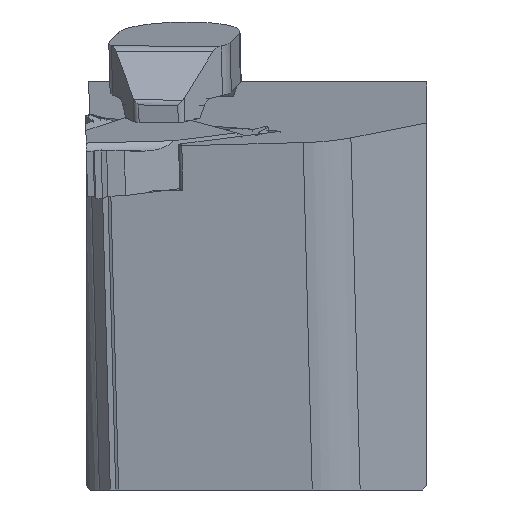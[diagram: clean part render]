
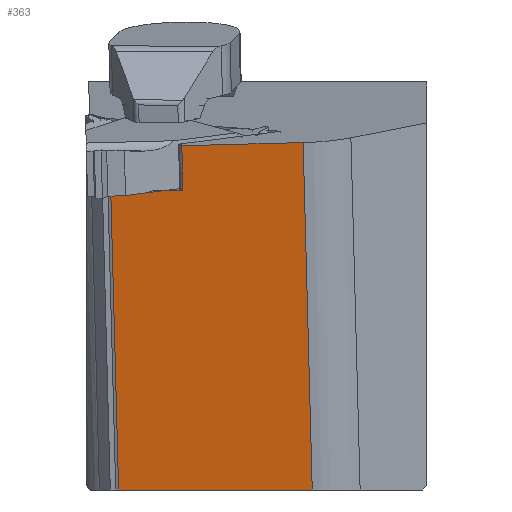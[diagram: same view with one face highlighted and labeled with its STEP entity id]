
A CAD part, left-side view. The second image highlights one B-rep face of the part: STEP entity #363.
In plain terms, the highlighted planar face has unit normal (-0.985, -0.004, -0.174).
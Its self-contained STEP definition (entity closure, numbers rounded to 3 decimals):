
#259=FACE_OUTER_BOUND('',#517,.T.);
#363=ADVANCED_FACE('',(#259),#448,.F.);
#448=PLANE('',#1800);
#517=EDGE_LOOP('',(#642,#643,#644,#645,#646,#647));
#642=ORIENTED_EDGE('',*,*,#1230,.F.);
#643=ORIENTED_EDGE('',*,*,#1231,.T.);
#644=ORIENTED_EDGE('',*,*,#1232,.F.);
#645=ORIENTED_EDGE('',*,*,#1233,.F.);
#646=ORIENTED_EDGE('',*,*,#1234,.T.);
#647=ORIENTED_EDGE('',*,*,#1215,.F.);
#1072=VERTEX_POINT('',#2360);
#1073=VERTEX_POINT('',#2362);
#1086=VERTEX_POINT('',#2392);
#1087=VERTEX_POINT('',#2394);
#1088=VERTEX_POINT('',#2396);
#1089=VERTEX_POINT('',#2398);
#1215=EDGE_CURVE('',#1072,#1073,#1435,.T.);
#1230=EDGE_CURVE('',#1086,#1072,#1448,.T.);
#1231=EDGE_CURVE('',#1086,#1087,#1449,.T.);
#1232=EDGE_CURVE('',#1088,#1087,#1450,.T.);
#1233=EDGE_CURVE('',#1089,#1088,#1451,.T.);
#1234=EDGE_CURVE('',#1089,#1073,#1452,.T.);
#1435=LINE('',#2361,#1615);
#1448=LINE('',#2391,#1628);
#1449=LINE('',#2393,#1629);
#1450=LINE('',#2395,#1630);
#1451=LINE('',#2397,#1631);
#1452=LINE('',#2399,#1632);
#1615=VECTOR('',#1928,1.);
#1628=VECTOR('',#1949,1.);
#1629=VECTOR('',#1950,1.);
#1630=VECTOR('',#1951,1.);
#1631=VECTOR('',#1952,1.);
#1632=VECTOR('',#1953,1.);
#1800=AXIS2_PLACEMENT_3D('',#2400,#1954,#1955);
#1928=DIRECTION('',(0.,-1.,0.026));
#1949=DIRECTION('',(-0.174,0.026,0.984));
#1950=DIRECTION('',(0.,1.,-0.026));
#1951=DIRECTION('',(-0.174,0.026,0.984));
#1952=DIRECTION('',(-0.005,1.,0.));
#1953=DIRECTION('',(-0.174,0.026,0.984));
#1954=DIRECTION('',(0.985,0.005,0.174));
#1955=DIRECTION('',(0.174,0.,-0.985));
#2360=CARTESIAN_POINT('',(2.632,17.99,0.308));
#2361=CARTESIAN_POINT('',(2.632,23.296,0.169));
#2362=CARTESIAN_POINT('',(2.632,9.07,0.542));
#2391=CARTESIAN_POINT('',(1.472,18.163,6.885));
#2392=CARTESIAN_POINT('',(3.208,17.905,-2.96));
#2393=CARTESIAN_POINT('',(3.208,23.21,-3.099));
#2394=CARTESIAN_POINT('',(3.208,23.21,-3.099));
#2395=CARTESIAN_POINT('',(9.526,22.272,-38.914));
#2396=CARTESIAN_POINT('',(7.071,22.637,-25.));
#2397=CARTESIAN_POINT('',(7.073,22.261,-25.));
#2398=CARTESIAN_POINT('',(7.137,8.401,-25.));
#2399=CARTESIAN_POINT('',(9.526,8.047,-38.542));
#2400=CARTESIAN_POINT('',(9.526,22.272,-38.914));
